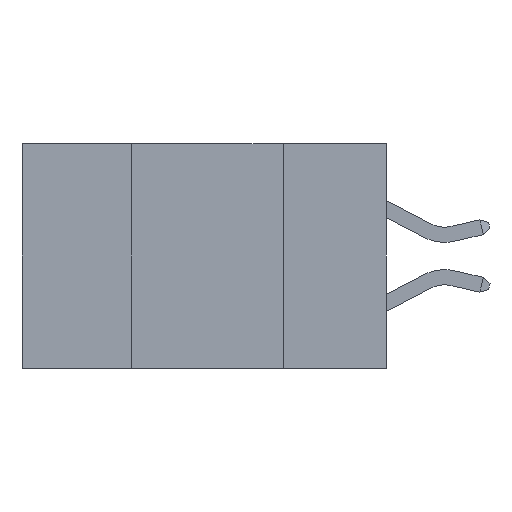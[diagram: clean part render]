
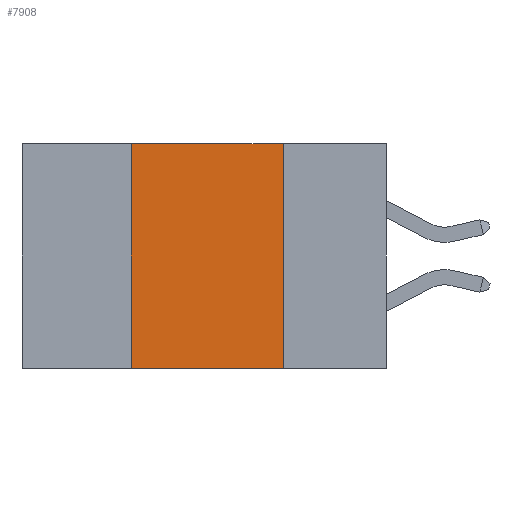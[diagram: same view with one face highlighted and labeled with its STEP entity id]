
A CAD part, left-side view. The second image highlights one B-rep face of the part: STEP entity #7908.
In plain terms, the highlighted planar face has unit normal (-1, 0, 0).
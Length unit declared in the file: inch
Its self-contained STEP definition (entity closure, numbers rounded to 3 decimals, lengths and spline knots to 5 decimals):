
#436 = VERTEX_POINT ( 'NONE', #9192 ) ;
#442 = DIRECTION ( 'NONE',  ( 0., 0., 1. ) ) ;
#560 = ORIENTED_EDGE ( 'NONE', *, *, #2639, .T. ) ;
#577 = CARTESIAN_POINT ( 'NONE',  ( 0., 0.42, -0.37 ) ) ;
#864 = ORIENTED_EDGE ( 'NONE', *, *, #2834, .F. ) ;
#928 = FACE_OUTER_BOUND ( 'NONE', #7783, .T. ) ;
#1288 = VERTEX_POINT ( 'NONE', #8992 ) ;
#1950 = DIRECTION ( 'NONE',  ( 1., 0., 0. ) ) ;
#1978 = LINE ( 'NONE', #577, #8451 ) ;
#2064 = CARTESIAN_POINT ( 'NONE',  ( 0., 0.17, 0. ) ) ;
#2639 = EDGE_CURVE ( 'NONE', #1288, #9224, #10285, .T. ) ;
#2834 = EDGE_CURVE ( 'NONE', #1288, #436, #1978, .T. ) ;
#2955 = CARTESIAN_POINT ( 'NONE',  ( 0., 0.6, -0.37 ) ) ;
#3120 = DIRECTION ( 'NONE',  ( 0., -1., 0. ) ) ;
#3176 = CARTESIAN_POINT ( 'NONE',  ( 0., 0.17, -0.37 ) ) ;
#3179 = DIRECTION ( 'NONE',  ( 0., 0., -1. ) ) ;
#3258 = EDGE_CURVE ( 'NONE', #436, #11148, #5814, .T. ) ;
#3709 = VECTOR ( 'NONE', #3120, 39.37008 ) ;
#3876 = EDGE_CURVE ( 'NONE', #11148, #9224, #10897, .T. ) ;
#4575 = PLANE ( 'NONE',  #9770 ) ;
#5693 = ORIENTED_EDGE ( 'NONE', *, *, #3258, .F. ) ;
#5814 = LINE ( 'NONE', #11188, #7856 ) ;
#6370 = VECTOR ( 'NONE', #3179, 39.37008 ) ;
#7215 = CARTESIAN_POINT ( 'NONE',  ( 0., 0.6, 0. ) ) ;
#7783 = EDGE_LOOP ( 'NONE', ( #10296, #5693, #864, #560 ) ) ;
#7856 = VECTOR ( 'NONE', #11200, 39.37008 ) ;
#7908 = ADVANCED_FACE ( 'NONE', ( #928 ), #4575, .F. ) ;
#8097 = DIRECTION ( 'NONE',  ( 0., 0., -1. ) ) ;
#8451 = VECTOR ( 'NONE', #442, 39.37008 ) ;
#8992 = CARTESIAN_POINT ( 'NONE',  ( 0., 0.42, -0.37 ) ) ;
#9192 = CARTESIAN_POINT ( 'NONE',  ( 0., 0.42, 0. ) ) ;
#9216 = CARTESIAN_POINT ( 'NONE',  ( 0., 0.17, -0.37 ) ) ;
#9224 = VERTEX_POINT ( 'NONE', #9216 ) ;
#9770 = AXIS2_PLACEMENT_3D ( 'NONE', #7215, #1950, #8097 ) ;
#10285 = LINE ( 'NONE', #2955, #3709 ) ;
#10296 = ORIENTED_EDGE ( 'NONE', *, *, #3876, .F. ) ;
#10897 = LINE ( 'NONE', #3176, #6370 ) ;
#11148 = VERTEX_POINT ( 'NONE', #2064 ) ;
#11188 = CARTESIAN_POINT ( 'NONE',  ( 0., 0.6, 0. ) ) ;
#11200 = DIRECTION ( 'NONE',  ( 0., -1., 0. ) ) ;
